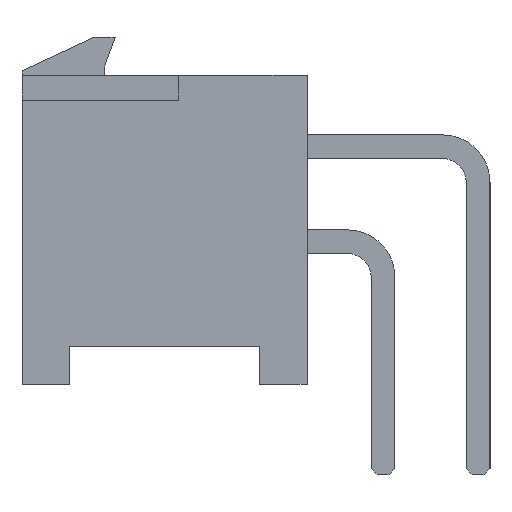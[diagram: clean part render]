
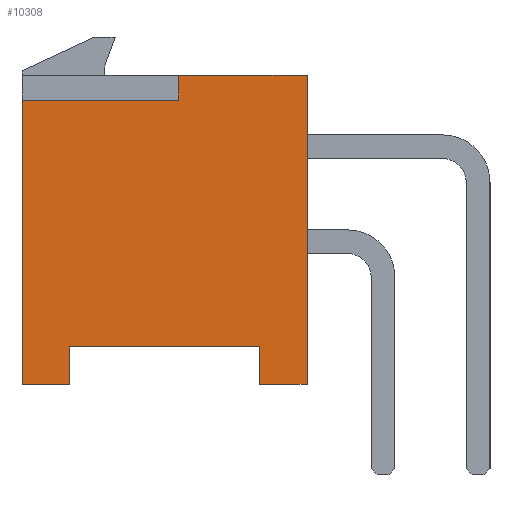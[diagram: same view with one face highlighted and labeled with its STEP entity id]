
A CAD part, left-side view. The second image highlights one B-rep face of the part: STEP entity #10308.
In plain terms, the highlighted planar face has unit normal (-1, 0, 0).
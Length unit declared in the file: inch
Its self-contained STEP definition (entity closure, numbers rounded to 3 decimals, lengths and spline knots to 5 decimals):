
#153=ORIENTED_EDGE('',*,*,#3237,.F.);
#154=ORIENTED_EDGE('',*,*,#3238,.T.);
#155=ORIENTED_EDGE('',*,*,#3239,.F.);
#156=ORIENTED_EDGE('',*,*,#3230,.T.);
#157=ORIENTED_EDGE('',*,*,#3240,.F.);
#158=ORIENTED_EDGE('',*,*,#3241,.T.);
#159=ORIENTED_EDGE('',*,*,#3242,.T.);
#160=ORIENTED_EDGE('',*,*,#3236,.T.);
#161=ORIENTED_EDGE('',*,*,#3243,.T.);
#162=ORIENTED_EDGE('',*,*,#3244,.F.);
#3230=EDGE_CURVE('',#4773,#4772,#5800,.T.);
#3236=EDGE_CURVE('',#4775,#4778,#5806,.T.);
#3237=EDGE_CURVE('',#4779,#4780,#5807,.T.);
#3238=EDGE_CURVE('',#4779,#4781,#5808,.T.);
#3239=EDGE_CURVE('',#4773,#4781,#5809,.T.);
#3240=EDGE_CURVE('',#4782,#4772,#5810,.T.);
#3241=EDGE_CURVE('',#4782,#4783,#5811,.T.);
#3242=EDGE_CURVE('',#4783,#4775,#5812,.T.);
#3243=EDGE_CURVE('',#4778,#4784,#5813,.T.);
#3244=EDGE_CURVE('',#4780,#4784,#5814,.T.);
#4772=VERTEX_POINT('',#14153);
#4773=VERTEX_POINT('',#14155);
#4775=VERTEX_POINT('',#14161);
#4778=VERTEX_POINT('',#14166);
#4779=VERTEX_POINT('',#14170);
#4780=VERTEX_POINT('',#14171);
#4781=VERTEX_POINT('',#14173);
#4782=VERTEX_POINT('',#14176);
#4783=VERTEX_POINT('',#14178);
#4784=VERTEX_POINT('',#14181);
#5800=LINE('',#14154,#7270);
#5806=LINE('',#14167,#7276);
#5807=LINE('',#14169,#7277);
#5808=LINE('',#14172,#7278);
#5809=LINE('',#14174,#7279);
#5810=LINE('',#14175,#7280);
#5811=LINE('',#14177,#7281);
#5812=LINE('',#14179,#7282);
#5813=LINE('',#14180,#7283);
#5814=LINE('',#14182,#7284);
#7270=VECTOR('',#11478,39.37008);
#7276=VECTOR('',#11486,39.37008);
#7277=VECTOR('',#11489,39.37008);
#7278=VECTOR('',#11490,39.37008);
#7279=VECTOR('',#11491,39.37008);
#7280=VECTOR('',#11492,39.37008);
#7281=VECTOR('',#11493,39.37008);
#7282=VECTOR('',#11494,39.37008);
#7283=VECTOR('',#11495,39.37008);
#7284=VECTOR('',#11496,39.37008);
#8741=EDGE_LOOP('',(#153,#154,#155,#156,#157,#158,#159,#160,#161,#162));
#9279=FACE_BOUND('',#8741,.T.);
#9817=PLANE('',#10873);
#10308=ADVANCED_FACE('',(#9279),#9817,.F.);
#10873=AXIS2_PLACEMENT_3D('',#14168,#11487,#11488);
#11478=DIRECTION('',(0.,-1.,0.));
#11486=DIRECTION('',(0.,-1.,0.));
#11487=DIRECTION('',(1.,0.,0.));
#11488=DIRECTION('',(0.,0.,-1.));
#11489=DIRECTION('',(0.,0.,1.));
#11490=DIRECTION('',(0.,1.,0.));
#11491=DIRECTION('',(0.,0.,1.));
#11492=DIRECTION('',(0.,0.,-1.));
#11493=DIRECTION('',(0.,-1.,0.));
#11494=DIRECTION('',(0.,0.,-1.));
#11495=DIRECTION('',(0.,0.,1.));
#11496=DIRECTION('',(0.,-1.,0.));
#14153=CARTESIAN_POINT('',(-0.53,0.25,-0.1625));
#14154=CARTESIAN_POINT('',(-0.53,0.3,-0.1625));
#14155=CARTESIAN_POINT('',(-0.53,0.3,-0.1625));
#14161=CARTESIAN_POINT('',(-0.53,0.05,-0.1625));
#14166=CARTESIAN_POINT('',(-0.53,0.,-0.1625));
#14167=CARTESIAN_POINT('',(-0.53,0.3,-0.1625));
#14168=CARTESIAN_POINT('',(-0.53,0.3,-0.1625));
#14169=CARTESIAN_POINT('',(-0.53,0.135,0.1365));
#14170=CARTESIAN_POINT('',(-0.53,0.135,0.1365));
#14171=CARTESIAN_POINT('',(-0.53,0.135,0.1625));
#14172=CARTESIAN_POINT('',(-0.53,0.135,0.1365));
#14173=CARTESIAN_POINT('',(-0.53,0.3,0.1365));
#14174=CARTESIAN_POINT('',(-0.53,0.3,-0.1625));
#14175=CARTESIAN_POINT('',(-0.53,0.25,-0.1225));
#14176=CARTESIAN_POINT('',(-0.53,0.25,-0.1225));
#14177=CARTESIAN_POINT('',(-0.53,0.25,-0.1225));
#14178=CARTESIAN_POINT('',(-0.53,0.05,-0.1225));
#14179=CARTESIAN_POINT('',(-0.53,0.05,-0.1225));
#14180=CARTESIAN_POINT('',(-0.53,0.,-0.1625));
#14181=CARTESIAN_POINT('',(-0.53,0.,0.1625));
#14182=CARTESIAN_POINT('',(-0.53,0.3,0.1625));
